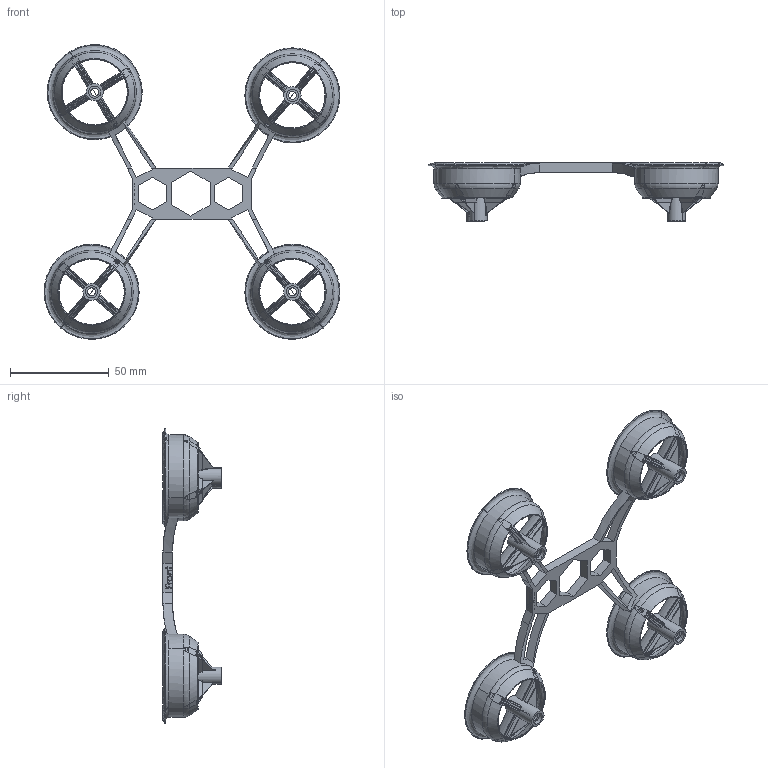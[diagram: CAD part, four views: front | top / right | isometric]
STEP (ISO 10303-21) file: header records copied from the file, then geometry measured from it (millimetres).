
FILE_DESCRIPTION (( 'STEP AP214' ), '1' );
FILE_NAME ('Drone Frame.STEP', '2022-12-08T17:48:56', ( '' ), ( '' ), 'SwSTEP 2.0', 'SolidWorks 2020', '' );
FILE_SCHEMA (( 'AUTOMOTIVE_DESIGN' ));
Length unit declared in the file: millimetre
Products named in the file (1): Drone Frame
Bounding box: 150.22 x 29.57 x 149.61 mm (x, y, z)
Volume: 22737.5 mm3; surface area: 40095.8 mm2
Topology: 1 solids, 1 shells, 971 faces, 3159 edges, 2106 vertices
Faces by surface type: cylinder 308, plane 301, torus 168, bspline 114, cone 80
Entity records: 43370 total; most frequent: CARTESIAN_POINT 19396, ORIENTED_EDGE 6286, DIRECTION 3430, EDGE_CURVE 3143, VERTEX_POINT 2098, B_SPLINE_CURVE_WITH_KNOTS 1567, AXIS2_PLACEMENT_3D 1289, EDGE_LOOP 1031
